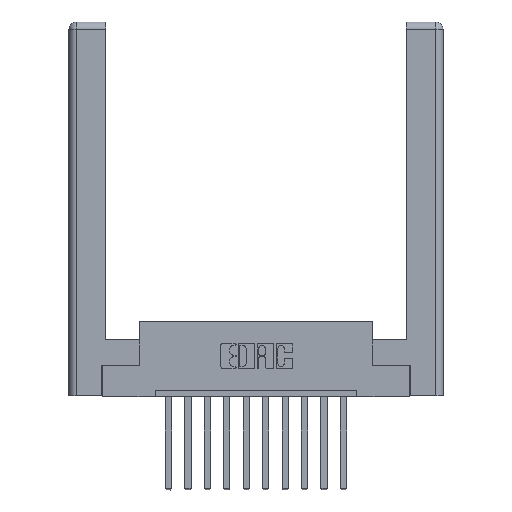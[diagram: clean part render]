
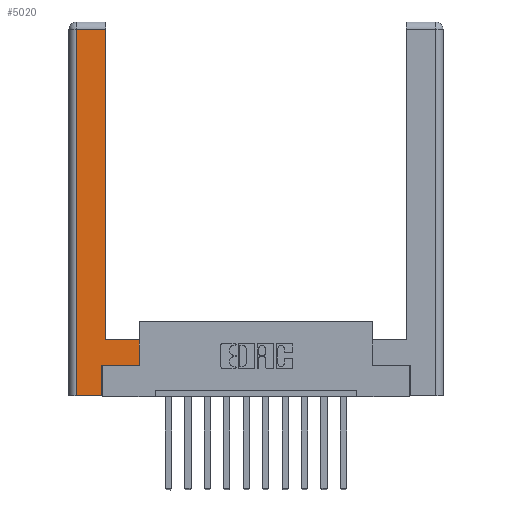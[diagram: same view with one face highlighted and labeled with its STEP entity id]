
A CAD part, top view. The second image highlights one B-rep face of the part: STEP entity #5020.
In plain terms, the highlighted planar face has unit normal (0, 0, 1).
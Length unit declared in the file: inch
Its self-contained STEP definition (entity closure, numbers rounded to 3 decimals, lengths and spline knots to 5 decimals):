
#326 = VERTEX_POINT ( 'NONE', #10347 ) ;
#337 = LINE ( 'NONE', #2368, #5772 ) ;
#434 = CARTESIAN_POINT ( 'NONE',  ( 0.565, 0.245, 0. ) ) ;
#500 = CARTESIAN_POINT ( 'NONE',  ( 0.295, 0.45, 0. ) ) ;
#693 = EDGE_CURVE ( 'NONE', #2425, #6301, #337, .T. ) ;
#887 = DIRECTION ( 'NONE',  ( -1., 0., 0. ) ) ;
#1039 = CARTESIAN_POINT ( 'NONE',  ( 0.0615, 2.94, 0. ) ) ;
#1098 = DIRECTION ( 'NONE',  ( 0., 1., 0. ) ) ;
#1590 = ORIENTED_EDGE ( 'NONE', *, *, #693, .T. ) ;
#1599 = EDGE_LOOP ( 'NONE', ( #12895, #12505, #4703, #4977, #1590, #9162, #5122, #7377 ) ) ;
#2368 = CARTESIAN_POINT ( 'NONE',  ( 0.265, 0.245, 0. ) ) ;
#2425 = VERTEX_POINT ( 'NONE', #5485 ) ;
#3047 = VECTOR ( 'NONE', #5814, 39.37008 ) ;
#3204 = LINE ( 'NONE', #434, #3047 ) ;
#3357 = CARTESIAN_POINT ( 'NONE',  ( 0.295, 0.45, 0. ) ) ;
#4296 = CARTESIAN_POINT ( 'NONE',  ( 0.0615, 0., 0. ) ) ;
#4433 = VERTEX_POINT ( 'NONE', #10368 ) ;
#4700 = CARTESIAN_POINT ( 'NONE',  ( 0.565, 0.45, 0. ) ) ;
#4703 = ORIENTED_EDGE ( 'NONE', *, *, #12405, .T. ) ;
#4721 = DIRECTION ( 'NONE',  ( -1., 0., 0. ) ) ;
#4786 = CARTESIAN_POINT ( 'NONE',  ( 0.295, 2.94, 0. ) ) ;
#4880 = LINE ( 'NONE', #11963, #9938 ) ;
#4972 = CARTESIAN_POINT ( 'NONE',  ( 0.265, 0.245, 0. ) ) ;
#4977 = ORIENTED_EDGE ( 'NONE', *, *, #8389, .T. ) ;
#4980 = EDGE_CURVE ( 'NONE', #326, #11744, #4880, .T. ) ;
#5020 = ADVANCED_FACE ( 'NONE', ( #7100 ), #11908, .F. ) ;
#5122 = ORIENTED_EDGE ( 'NONE', *, *, #4980, .T. ) ;
#5265 = CARTESIAN_POINT ( 'NONE',  ( 0.265, 0., 0. ) ) ;
#5485 = CARTESIAN_POINT ( 'NONE',  ( 0.265, 0., 0. ) ) ;
#5513 = VECTOR ( 'NONE', #9742, 39.37008 ) ;
#5772 = VECTOR ( 'NONE', #6836, 39.37008 ) ;
#5814 = DIRECTION ( 'NONE',  ( 1., 0., 0. ) ) ;
#6301 = VERTEX_POINT ( 'NONE', #4972 ) ;
#6488 = LINE ( 'NONE', #5265, #12723 ) ;
#6836 = DIRECTION ( 'NONE',  ( 0., 1., 0. ) ) ;
#6860 = DIRECTION ( 'NONE',  ( -1., 0., 0. ) ) ;
#7044 = VECTOR ( 'NONE', #4721, 39.37008 ) ;
#7100 = FACE_OUTER_BOUND ( 'NONE', #1599, .T. ) ;
#7213 = VECTOR ( 'NONE', #887, 39.37008 ) ;
#7377 = ORIENTED_EDGE ( 'NONE', *, *, #13395, .T. ) ;
#7989 = DIRECTION ( 'NONE',  ( 0., 0., -1. ) ) ;
#8182 = VERTEX_POINT ( 'NONE', #4786 ) ;
#8389 = EDGE_CURVE ( 'NONE', #4433, #2425, #6488, .T. ) ;
#8623 = EDGE_CURVE ( 'NONE', #6301, #326, #3204, .T. ) ;
#8652 = DIRECTION ( 'NONE',  ( 0., 1., 0. ) ) ;
#8754 = LINE ( 'NONE', #4296, #5513 ) ;
#9071 = LINE ( 'NONE', #500, #7044 ) ;
#9162 = ORIENTED_EDGE ( 'NONE', *, *, #8623, .T. ) ;
#9535 = VERTEX_POINT ( 'NONE', #3357 ) ;
#9691 = CARTESIAN_POINT ( 'NONE',  ( 0.295, 3., 0. ) ) ;
#9742 = DIRECTION ( 'NONE',  ( 0., -1., 0. ) ) ;
#9938 = VECTOR ( 'NONE', #8652, 39.37008 ) ;
#10347 = CARTESIAN_POINT ( 'NONE',  ( 0.565, 0.245, 0. ) ) ;
#10368 = CARTESIAN_POINT ( 'NONE',  ( 0.0615, 0., 0. ) ) ;
#10872 = VERTEX_POINT ( 'NONE', #1039 ) ;
#11726 = LINE ( 'NONE', #11771, #7213 ) ;
#11744 = VERTEX_POINT ( 'NONE', #4700 ) ;
#11771 = CARTESIAN_POINT ( 'NONE',  ( 0.0615, 2.94, 0. ) ) ;
#11908 = PLANE ( 'NONE',  #13347 ) ;
#11963 = CARTESIAN_POINT ( 'NONE',  ( 0.565, 0.45, 0. ) ) ;
#12056 = CARTESIAN_POINT ( 'NONE',  ( 0., 0., 0. ) ) ;
#12405 = EDGE_CURVE ( 'NONE', #10872, #4433, #8754, .T. ) ;
#12505 = ORIENTED_EDGE ( 'NONE', *, *, #13605, .T. ) ;
#12690 = EDGE_CURVE ( 'NONE', #9535, #8182, #13997, .T. ) ;
#12723 = VECTOR ( 'NONE', #12869, 39.37008 ) ;
#12869 = DIRECTION ( 'NONE',  ( 1., 0., 0. ) ) ;
#12895 = ORIENTED_EDGE ( 'NONE', *, *, #12690, .T. ) ;
#12963 = VECTOR ( 'NONE', #1098, 39.37008 ) ;
#13347 = AXIS2_PLACEMENT_3D ( 'NONE', #12056, #7989, #6860 ) ;
#13395 = EDGE_CURVE ( 'NONE', #11744, #9535, #9071, .T. ) ;
#13605 = EDGE_CURVE ( 'NONE', #8182, #10872, #11726, .T. ) ;
#13997 = LINE ( 'NONE', #9691, #12963 ) ;
